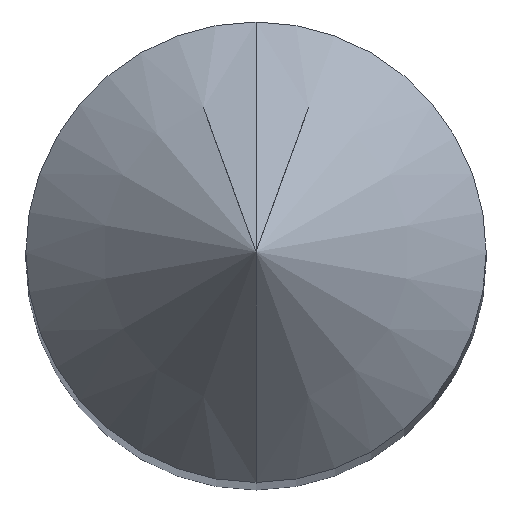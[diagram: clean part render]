
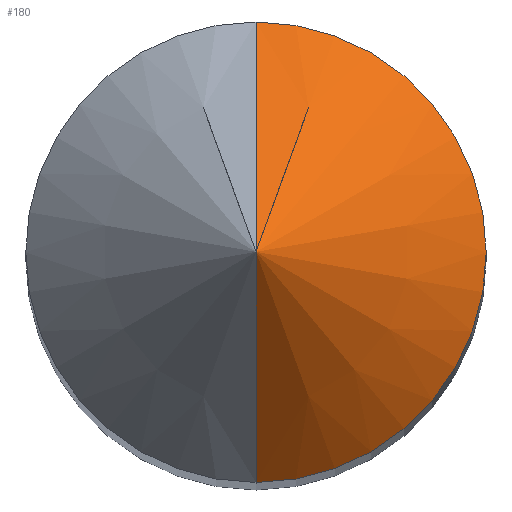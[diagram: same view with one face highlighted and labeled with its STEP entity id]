
A CAD part, top view. The second image highlights one B-rep face of the part: STEP entity #180.
In plain terms, the highlighted conical face has half-angle 45 degrees and reference radius 0.765 mm.
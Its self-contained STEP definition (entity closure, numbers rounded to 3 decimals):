
#1=DIRECTION('',(0.,0.707,-0.707));
#2=VECTOR('',#1,2.121);
#3=CARTESIAN_POINT('',(0.,0.,29.5));
#4=LINE('',#3,#2);
#5=DIRECTION('',(0.,-0.707,-0.707));
#6=VECTOR('',#5,2.121);
#7=CARTESIAN_POINT('',(0.,0.,29.5));
#8=LINE('',#7,#6);
#50=CARTESIAN_POINT('',(0.,0.,28.));
#51=DIRECTION('',(0.,0.,-1.));
#52=DIRECTION('',(0.,1.,0.));
#53=AXIS2_PLACEMENT_3D('',#50,#51,#52);
#135=CARTESIAN_POINT('',(0.,0.,29.5));
#136=CARTESIAN_POINT('',(0.,1.5,28.));
#137=VERTEX_POINT('',#135);
#138=VERTEX_POINT('',#136);
#139=CARTESIAN_POINT('',(0.,-1.5,28.));
#140=VERTEX_POINT('',#139);
#167=CARTESIAN_POINT('',(0.,0.,28.735));
#168=DIRECTION('',(0.,0.,-1.));
#169=DIRECTION('',(0.,1.,0.));
#170=AXIS2_PLACEMENT_3D('',#167,#168,#169);
#171=CONICAL_SURFACE('',#170,0.765,45.);
#173=ORIENTED_EDGE('',*,*,#172,.T.);
#175=ORIENTED_EDGE('',*,*,#174,.T.);
#177=ORIENTED_EDGE('',*,*,#176,.F.);
#178=EDGE_LOOP('',(#173,#175,#177));
#179=FACE_OUTER_BOUND('',#178,.F.);
#180=ADVANCED_FACE('',(#179),#171,.T.);
#54=CIRCLE('',#53,1.5);
#172=EDGE_CURVE('',#137,#138,#4,.T.);
#174=EDGE_CURVE('',#138,#140,#54,.T.);
#176=EDGE_CURVE('',#137,#140,#8,.T.);
